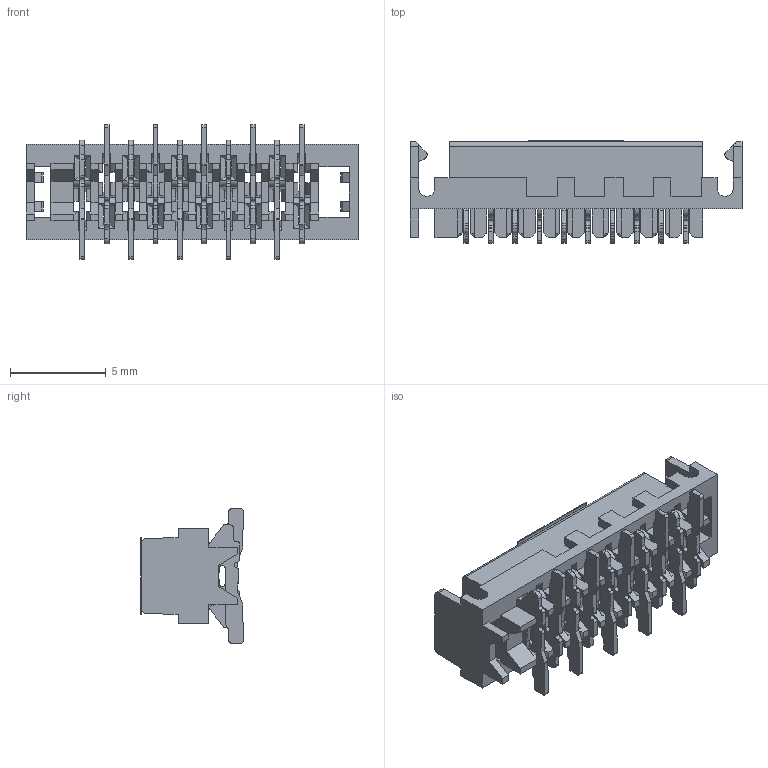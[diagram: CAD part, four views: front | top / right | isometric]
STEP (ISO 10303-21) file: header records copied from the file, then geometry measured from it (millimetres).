
FILE_DESCRIPTION(/* description */ (''),/* implementation_level */ '2;1');
FILE_NAME(/* name */ '6990-5-10-1-Fxx.stp',/* time_stamp */ '2025-07-10T17:32:39+02:00',/* author */ ('andreas.larin'),/* organization */ (''),/* preprocessor_version */ 'ST-DEVELOPER v20',/* originating_system */ 'Autodesk Inventor 2025',/* authorisation */ '');
FILE_SCHEMA (('AUTOMOTIVE_DESIGN { 1 0 10303 214 3 1 1 }'));
Length unit declared in the file: millimetre
Products named in the file (3): 6990-5-10-1-Fxx; 6990-5-10-1-xxx; 6990-Film
Assembly tree (2 placements, depth 2):
  6990-5-10-1-Fxx
    6990-5-10-1-xxx
    6990-Film
Bounding box: 17.3 x 5.35 x 7 mm (x, y, z)
Volume: 217.9 mm3; surface area: 1089.3 mm2
Topology: 2 solids, 2 shells, 1250 faces, 3770 edges, 2500 vertices
Faces by surface type: plane 896, cylinder 354
Entity records: 43592 total; most frequent: ORIENTED_EDGE 7540, CARTESIAN_POINT 7525, DIRECTION 7012, EDGE_CURVE 3770, LINE 3038, VECTOR 3038, VERTEX_POINT 2500, AXIS2_PLACEMENT_3D 1987
